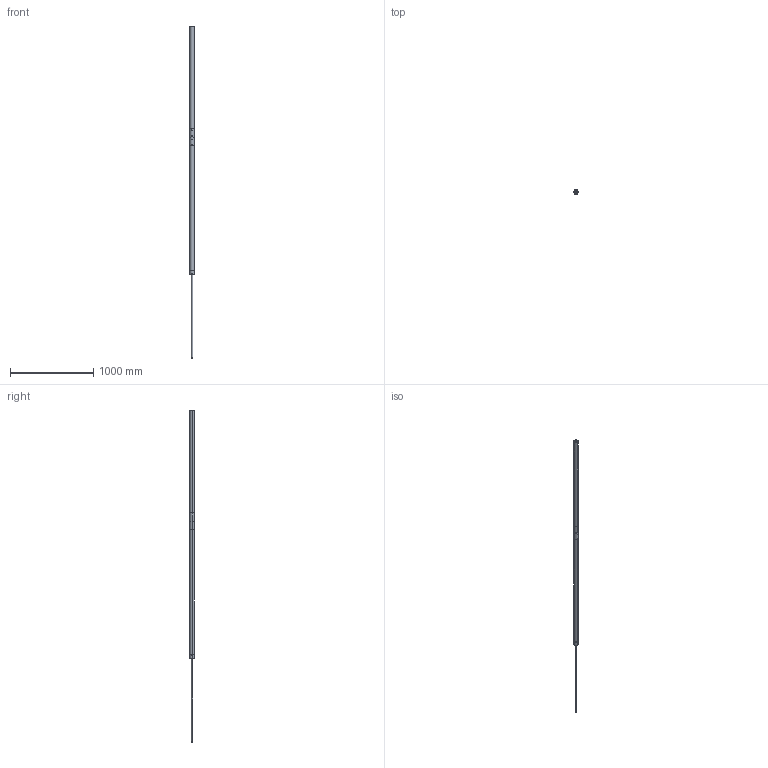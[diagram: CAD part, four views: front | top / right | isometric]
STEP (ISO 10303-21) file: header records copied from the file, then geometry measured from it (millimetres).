
FILE_DESCRIPTION (( 'STEP AP214' ), '1' );
FILE_NAME ('044422_1.STEP', '2023-10-06T11:03:53', ( '' ), ( '' ), 'SwSTEP 2.0', 'SolidWorks 2022', '' );
FILE_SCHEMA (( 'AUTOMOTIVE_DESIGN' ));
Length unit declared in the file: millimetre
Products named in the file (9): Kunstsoffmast.STP; 044422_1; 044422_1.STP; Drehteil.STP; Etikett.STP; Aluminiummast_ohne_Auslass.STP; Verbindungshuelse_lang.STP; Fangstange.STP; 5408938T1.STP
Assembly tree (7 placements, depth 3):
  044422_1
    044422_1.STP
      Aluminiummast_ohne_Auslass.STP
      Fangstange.STP
      Drehteil.STP
      5408938T1.STP
      Verbindungshuelse_lang.STP
      Kunstsoffmast.STP
  Etikett.STP
Bounding box: 54 x 54 x 4000 mm (x, y, z)
Volume: 2273938 mm3; surface area: 1014606.6 mm2
Topology: 6 solids, 6 shells, 138 faces, 346 edges, 215 vertices
Faces by surface type: cylinder 62, cone 44, plane 20, bspline 12
Entity records: 17520 total; most frequent: CARTESIAN_POINT 13857, ORIENTED_EDGE 692, DIRECTION 629, EDGE_CURVE 346, AXIS2_PLACEMENT_3D 251, VERTEX_POINT 215, EDGE_LOOP 171, ADVANCED_FACE 138
